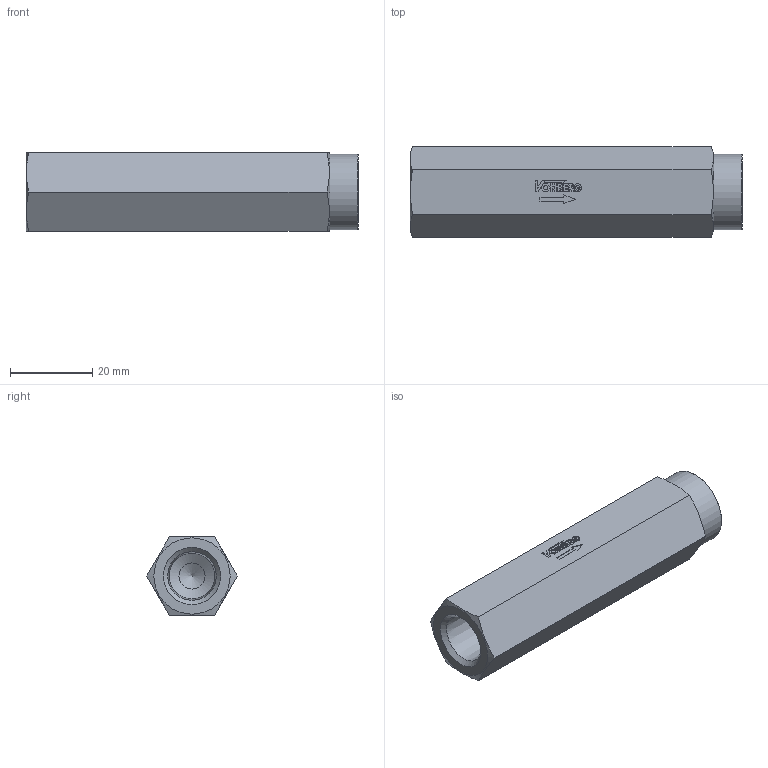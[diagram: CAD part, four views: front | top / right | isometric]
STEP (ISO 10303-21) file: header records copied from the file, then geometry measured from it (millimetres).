
FILE_DESCRIPTION((''),'2;1');
FILE_NAME('28050-102.stp','2015-02-06T16:10:29',('jml'),(''),'Autodesk Inventor 2010','Autodesk Inventor 2010','');
FILE_SCHEMA(('AUTOMOTIVE_DESIGN { 1 0 10303 214 1 1 1 1 }'));
Length unit declared in the file: inch
Products named in the file (1): 220507
Bounding box: 80.77 x 22 x 19.05 mm (x, y, z)
Volume: 20383.8 mm3; surface area: 7430.4 mm2
Topology: 1 solids, 1 shells, 123 faces, 315 edges, 208 vertices
Faces by surface type: plane 92, cylinder 16, bspline 8, cone 7
Full cylindrical faces by diameter (mm): 1.044 x1, 18.288 x1
Entity records: 3743 total; most frequent: CARTESIAN_POINT 772, ORIENTED_EDGE 578, DIRECTION 556, EDGE_CURVE 289, VECTOR 230, LINE 230, VERTEX_POINT 199, AXIS2_PLACEMENT_3D 163
